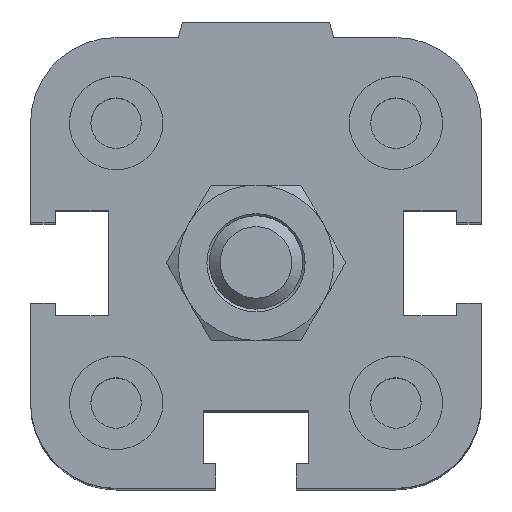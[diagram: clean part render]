
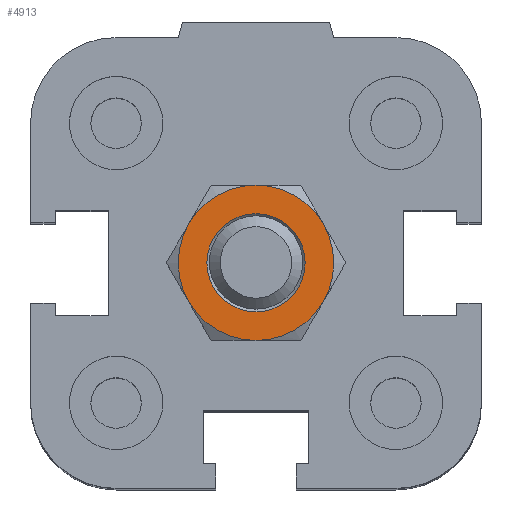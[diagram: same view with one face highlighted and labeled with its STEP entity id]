
A CAD part, top view. The second image highlights one B-rep face of the part: STEP entity #4913.
In plain terms, the highlighted face is planar.
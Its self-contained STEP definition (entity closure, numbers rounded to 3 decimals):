
#4796=CARTESIAN_POINT('',(-3.159,0.,0.0));
#4797=VERTEX_POINT('',#4796);
#4798=CARTESIAN_POINT('',(0.0,0.0,0.0));
#4799=DIRECTION('',(0.0,0.0,-1.0));
#4800=DIRECTION('',(1.0,0.0,0.0));
#4801=AXIS2_PLACEMENT_3D('',#4798,#4799,#4800);
#4802=CIRCLE('',#4801,3.159);
#4803=EDGE_CURVE('',#4797,#4797,#4802,.T.);
#4849=CARTESIAN_POINT('',(0.,0.,0.0));
#4850=DIRECTION('',(0.0,0.0,1.0));
#4851=DIRECTION('',(1.0,0.0,0.0));
#4852=AXIS2_PLACEMENT_3D('',#4849,#4850,#4851);
#4853=PLANE('',#4852);
#4854=CARTESIAN_POINT('',(-4.33,-2.5,0.0));
#4855=VERTEX_POINT('',#4854);
#4856=CARTESIAN_POINT('',(-4.33,2.5,0.0));
#4857=VERTEX_POINT('',#4856);
#4858=CARTESIAN_POINT('',(0.0,0.0,0.0));
#4859=DIRECTION('',(0.0,0.0,-1.0));
#4860=DIRECTION('',(-1.0,0.0,0.0));
#4861=AXIS2_PLACEMENT_3D('',#4858,#4859,#4860);
#4862=CIRCLE('',#4861,5.0);
#4863=EDGE_CURVE('',#4855,#4857,#4862,.T.);
#4864=ORIENTED_EDGE('',*,*,#4863,.T.);
#4865=CARTESIAN_POINT('',(0.0,5.0,0.0));
#4866=VERTEX_POINT('',#4865);
#4867=CARTESIAN_POINT('',(0.0,0.0,0.0));
#4868=DIRECTION('',(0.0,0.0,-1.0));
#4869=DIRECTION('',(-1.0,0.0,0.0));
#4870=AXIS2_PLACEMENT_3D('',#4867,#4868,#4869);
#4871=CIRCLE('',#4870,5.0);
#4872=EDGE_CURVE('',#4857,#4866,#4871,.T.);
#4873=ORIENTED_EDGE('',*,*,#4872,.T.);
#4874=CARTESIAN_POINT('',(4.33,2.5,0.0));
#4875=VERTEX_POINT('',#4874);
#4876=CARTESIAN_POINT('',(0.0,0.0,0.0));
#4877=DIRECTION('',(0.0,0.0,-1.0));
#4878=DIRECTION('',(-1.0,0.0,0.0));
#4879=AXIS2_PLACEMENT_3D('',#4876,#4877,#4878);
#4880=CIRCLE('',#4879,5.0);
#4881=EDGE_CURVE('',#4866,#4875,#4880,.T.);
#4882=ORIENTED_EDGE('',*,*,#4881,.T.);
#4883=CARTESIAN_POINT('',(4.33,-2.5,0.0));
#4884=VERTEX_POINT('',#4883);
#4885=CARTESIAN_POINT('',(0.0,0.0,0.0));
#4886=DIRECTION('',(0.0,0.0,-1.0));
#4887=DIRECTION('',(-1.0,0.0,0.0));
#4888=AXIS2_PLACEMENT_3D('',#4885,#4886,#4887);
#4889=CIRCLE('',#4888,5.0);
#4890=EDGE_CURVE('',#4875,#4884,#4889,.T.);
#4891=ORIENTED_EDGE('',*,*,#4890,.T.);
#4892=CARTESIAN_POINT('',(0.,-5.,0.0));
#4893=VERTEX_POINT('',#4892);
#4894=CARTESIAN_POINT('',(0.0,0.0,0.0));
#4895=DIRECTION('',(0.0,0.0,-1.0));
#4896=DIRECTION('',(-1.0,0.0,0.0));
#4897=AXIS2_PLACEMENT_3D('',#4894,#4895,#4896);
#4898=CIRCLE('',#4897,5.0);
#4899=EDGE_CURVE('',#4884,#4893,#4898,.T.);
#4900=ORIENTED_EDGE('',*,*,#4899,.T.);
#4901=CARTESIAN_POINT('',(0.0,0.0,0.0));
#4902=DIRECTION('',(0.0,0.0,-1.0));
#4903=DIRECTION('',(-1.0,0.0,0.0));
#4904=AXIS2_PLACEMENT_3D('',#4901,#4902,#4903);
#4905=CIRCLE('',#4904,5.0);
#4906=EDGE_CURVE('',#4893,#4855,#4905,.T.);
#4907=ORIENTED_EDGE('',*,*,#4906,.T.);
#4908=EDGE_LOOP('',(#4864,#4873,#4882,#4891,#4900,#4907));
#4909=FACE_OUTER_BOUND('',#4908,.T.);
#4910=ORIENTED_EDGE('',*,*,#4803,.F.);
#4911=EDGE_LOOP('',(#4910));
#4912=FACE_BOUND('',#4911,.T.);
#4913=ADVANCED_FACE('',(#4909,#4912),#4853,.F.);
